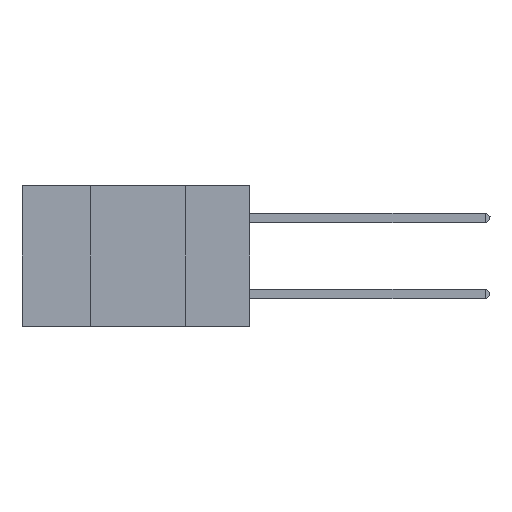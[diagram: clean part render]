
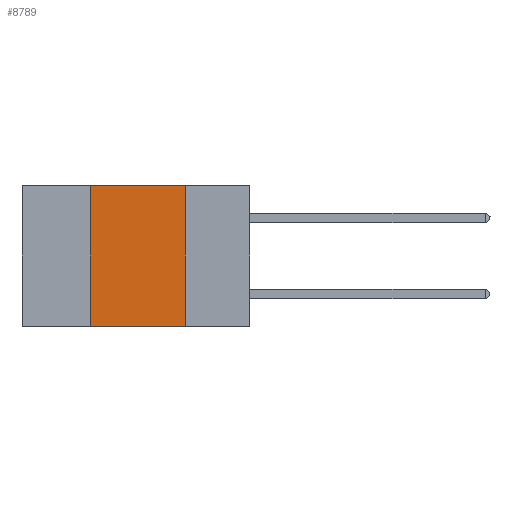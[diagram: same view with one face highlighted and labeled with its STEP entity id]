
A CAD part, left-side view. The second image highlights one B-rep face of the part: STEP entity #8789.
In plain terms, the highlighted planar face has unit normal (-1, 0, 0).
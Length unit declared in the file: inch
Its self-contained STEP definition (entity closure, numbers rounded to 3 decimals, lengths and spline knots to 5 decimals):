
#6 = CARTESIAN_POINT ( 'NONE',  ( 0., 0.42, 0. ) ) ;
#1770 = DIRECTION ( 'NONE',  ( 0., -1., 0. ) ) ;
#2966 = ORIENTED_EDGE ( 'NONE', *, *, #3307, .T. ) ;
#3307 = EDGE_CURVE ( 'NONE', #22806, #5128, #6032, .T. ) ;
#4010 = DIRECTION ( 'NONE',  ( 0., 0., -1. ) ) ;
#5128 = VERTEX_POINT ( 'NONE', #12653 ) ;
#6032 = LINE ( 'NONE', #24352, #18340 ) ;
#6403 = CARTESIAN_POINT ( 'NONE',  ( 0., 0.42, -0.37 ) ) ;
#6952 = DIRECTION ( 'NONE',  ( 0., -1., 0. ) ) ;
#7083 = CARTESIAN_POINT ( 'NONE',  ( 0., 0.6, 0. ) ) ;
#8570 = ORIENTED_EDGE ( 'NONE', *, *, #12008, .F. ) ;
#8789 = ADVANCED_FACE ( 'NONE', ( #18173 ), #14161, .F. ) ;
#9702 = EDGE_CURVE ( 'NONE', #22806, #17616, #22313, .T. ) ;
#9881 = CARTESIAN_POINT ( 'NONE',  ( 0., 0.17, 0. ) ) ;
#10284 = CARTESIAN_POINT ( 'NONE',  ( 0., 0.6, 0. ) ) ;
#10608 = VECTOR ( 'NONE', #18291, 39.37008 ) ;
#11041 = CARTESIAN_POINT ( 'NONE',  ( 0., 0.17, 0. ) ) ;
#11116 = VERTEX_POINT ( 'NONE', #9881 ) ;
#11876 = AXIS2_PLACEMENT_3D ( 'NONE', #10284, #22191, #4010 ) ;
#12008 = EDGE_CURVE ( 'NONE', #11116, #5128, #13035, .T. ) ;
#12653 = CARTESIAN_POINT ( 'NONE',  ( 0., 0.17, -0.37 ) ) ;
#13035 = LINE ( 'NONE', #11041, #20100 ) ;
#13904 = EDGE_CURVE ( 'NONE', #17616, #11116, #17080, .T. ) ;
#14161 = PLANE ( 'NONE',  #11876 ) ;
#15963 = ORIENTED_EDGE ( 'NONE', *, *, #9702, .F. ) ;
#17080 = LINE ( 'NONE', #7083, #19103 ) ;
#17175 = EDGE_LOOP ( 'NONE', ( #8570, #25972, #15963, #2966 ) ) ;
#17616 = VERTEX_POINT ( 'NONE', #20377 ) ;
#18173 = FACE_OUTER_BOUND ( 'NONE', #17175, .T. ) ;
#18291 = DIRECTION ( 'NONE',  ( 0., 0., 1. ) ) ;
#18340 = VECTOR ( 'NONE', #1770, 39.37008 ) ;
#19103 = VECTOR ( 'NONE', #6952, 39.37008 ) ;
#20100 = VECTOR ( 'NONE', #20122, 39.37008 ) ;
#20122 = DIRECTION ( 'NONE',  ( 0., 0., -1. ) ) ;
#20377 = CARTESIAN_POINT ( 'NONE',  ( 0., 0.42, 0. ) ) ;
#22191 = DIRECTION ( 'NONE',  ( 1., 0., 0. ) ) ;
#22313 = LINE ( 'NONE', #6, #10608 ) ;
#22806 = VERTEX_POINT ( 'NONE', #6403 ) ;
#24352 = CARTESIAN_POINT ( 'NONE',  ( 0., 0.6, -0.37 ) ) ;
#25972 = ORIENTED_EDGE ( 'NONE', *, *, #13904, .F. ) ;
